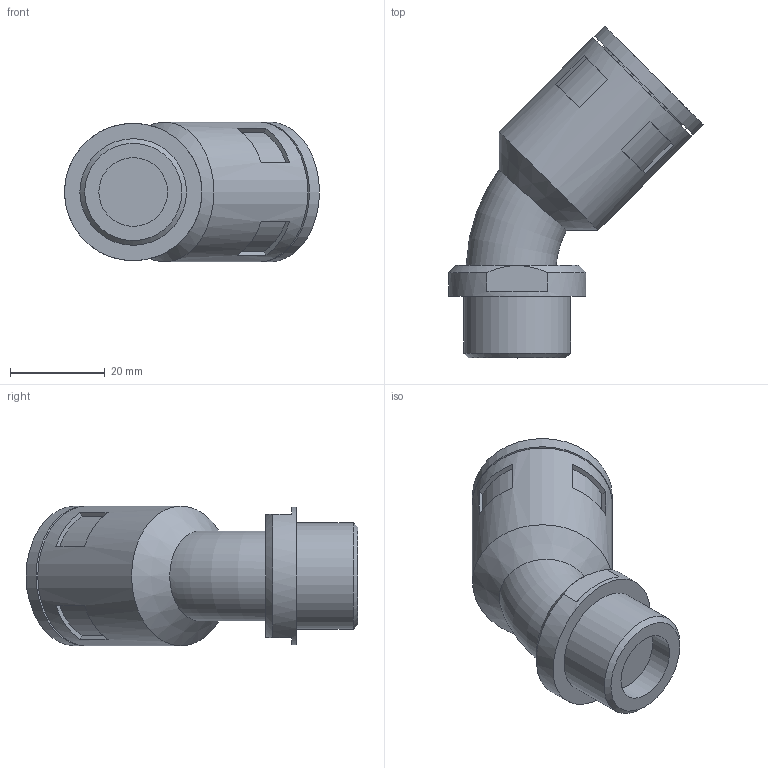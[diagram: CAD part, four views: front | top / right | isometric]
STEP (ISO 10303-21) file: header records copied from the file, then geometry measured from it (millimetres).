
FILE_DESCRIPTION( ( 'STEP AP203' ), '1' );
FILE_NAME( 'FLEXA RQBK45-P 5020.087.216.stp', '2020-03-27T10:11:22', ( 'License CC BY-ND 4.0' ), ( 'CADENAS' ), ' ', 'PARTsolutions', ' ' );
FILE_SCHEMA( ( 'CONFIG_CONTROL_DESIGN' ) );
Length unit declared in the file: millimetre
Products named in the file (1): _FLEXA RQBK45-P 5020.087.216
Bounding box: 53.81 x 70.05 x 29.5 mm (x, y, z)
Volume: 24946.7 mm3; surface area: 10455.5 mm2
Topology: 1 solids, 1 shells, 44 faces, 94 edges, 62 vertices
Faces by surface type: plane 28, cylinder 11, cone 4, torus 1
Full cylindrical faces by diameter (mm): 14.5 x1, 21.2 x1, 22.5 x1, 23.4 x1, 29 x1, 29.5 x2
Entity records: 1350 total; most frequent: CARTESIAN_POINT 389, DIRECTION 200, ORIENTED_EDGE 160, AXIS2_PLACEMENT_3D 81, EDGE_CURVE 80, EDGE_LOOP 64, VERTEX_POINT 58, FACE_OUTER_BOUND 52
